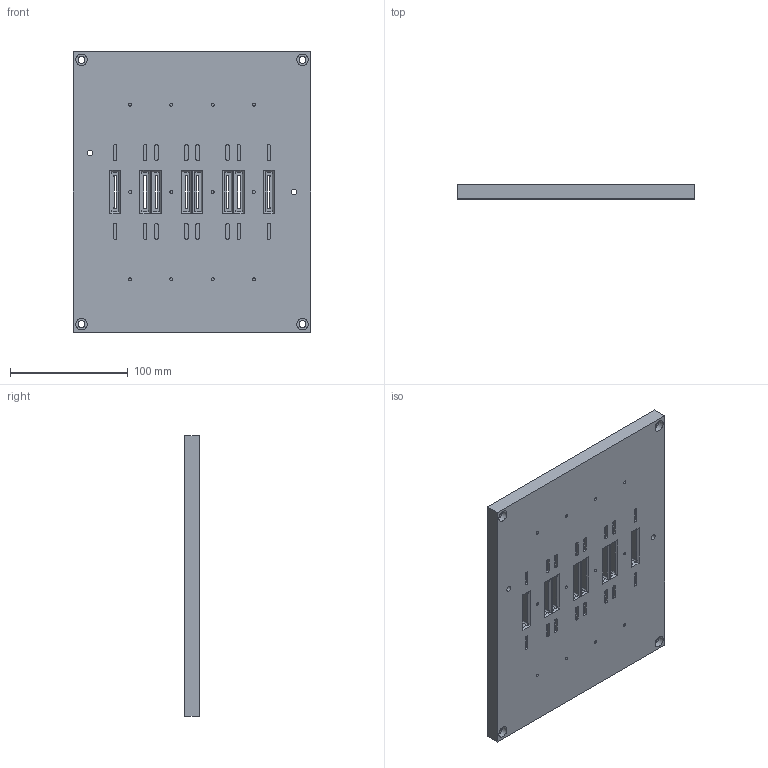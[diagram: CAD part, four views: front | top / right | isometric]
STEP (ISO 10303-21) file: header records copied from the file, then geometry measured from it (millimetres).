
FILE_DESCRIPTION(('Open CASCADE Model'),'2;1');
FILE_NAME('Open CASCADE Shape Model','2019-12-27T17:30:39',('Author'),( 'Open CASCADE'),'Open CASCADE STEP processor 6.9','Open CASCADE 6.9' ,'Unknown');
FILE_SCHEMA(('AUTOMOTIVE_DESIGN { 1 0 10303 214 1 1 1 1 }'));
Length unit declared in the file: millimetre
Products named in the file (1): Open CASCADE STEP translator 6.9 16
Bounding box: 201.2 x 12 x 238.02 mm (x, y, z)
Volume: 550937.8 mm3; surface area: 117721 mm2
Topology: 1 solids, 1 shells, 622 faces, 1730 edges, 1180 vertices
Faces by surface type: plane 356, cylinder 266
Full cylindrical faces by diameter (mm): 2.5 x32, 4.88 x2, 5.8 x4, 9.76 x4
Entity records: 45130 total; most frequent: CARTESIAN_POINT 10065, DIRECTION 6808, LINE 3822, VECTOR 3822, ORIENTED_EDGE 3460, PCURVE 3460, DEFINITIONAL_REPRESENTATION 3460, EDGE_CURVE 1730
